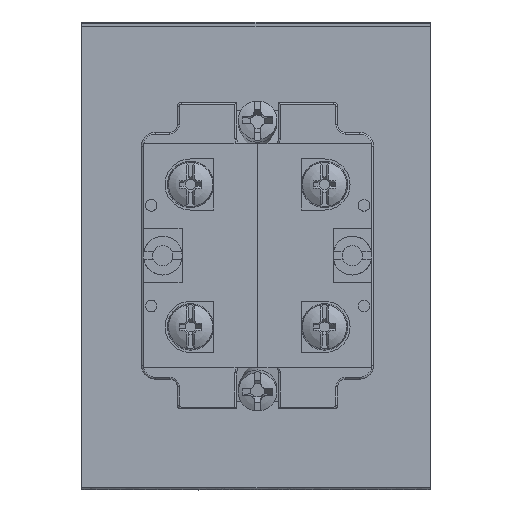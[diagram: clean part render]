
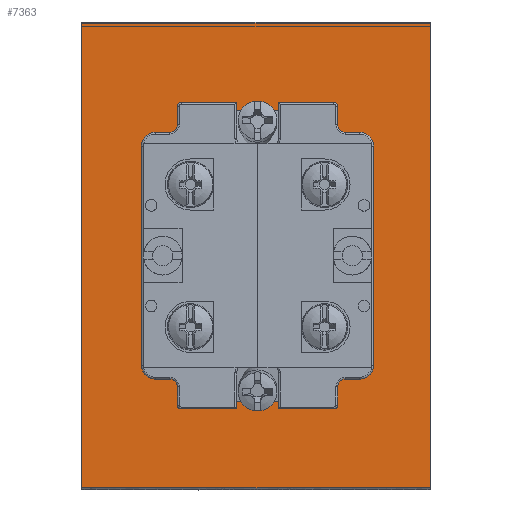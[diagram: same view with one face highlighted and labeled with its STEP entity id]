
A CAD part, left-side view. The second image highlights one B-rep face of the part: STEP entity #7363.
In plain terms, the highlighted planar face has unit normal (-1, 0, 0).
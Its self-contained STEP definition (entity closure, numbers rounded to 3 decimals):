
#351=FACE_BOUND('',#1720,.T.);
#657=CIRCLE('',#8147,11.25);
#1194=FACE_OUTER_BOUND('',#1719,.T.);
#1719=EDGE_LOOP('',(#6646,#6647,#6648,#6649));
#1720=EDGE_LOOP('',(#6650));
#2344=LINE('',#12676,#2972);
#2348=LINE('',#12700,#2976);
#2349=LINE('',#12707,#2977);
#2350=LINE('',#12708,#2978);
#2972=VECTOR('',#10332,45.);
#2976=VECTOR('',#10338,45.);
#2977=VECTOR('',#10341,60.);
#2978=VECTOR('',#10342,60.);
#3652=VERTEX_POINT('',#12647);
#3654=VERTEX_POINT('',#12661);
#3657=VERTEX_POINT('',#12670);
#3660=VERTEX_POINT('',#12693);
#3661=VERTEX_POINT('',#12699);
#4647=EDGE_CURVE('',#3652,#3652,#657,.T.);
#4652=EDGE_CURVE('',#3657,#3654,#2344,.T.);
#4657=EDGE_CURVE('',#3661,#3660,#2348,.T.);
#4659=EDGE_CURVE('',#3660,#3654,#2349,.T.);
#4660=EDGE_CURVE('',#3657,#3661,#2350,.T.);
#6646=ORIENTED_EDGE('',*,*,#4659,.T.);
#6647=ORIENTED_EDGE('',*,*,#4652,.F.);
#6648=ORIENTED_EDGE('',*,*,#4660,.T.);
#6649=ORIENTED_EDGE('',*,*,#4657,.T.);
#6650=ORIENTED_EDGE('',*,*,#4647,.T.);
#6901=PLANE('',#8150);
#7363=ADVANCED_FACE('',(#1194,#351),#6901,.T.);
#8147=AXIS2_PLACEMENT_3D('',#12648,#10327,#10328);
#8150=AXIS2_PLACEMENT_3D('',#12706,#10339,#10340);
#10327=DIRECTION('center_axis',(1.,0.,0.));
#10328=DIRECTION('ref_axis',(0.,0.,1.));
#10332=DIRECTION('',(0.,0.,1.));
#10338=DIRECTION('',(0.,0.,1.));
#10339=DIRECTION('center_axis',(-1.,0.,0.));
#10340=DIRECTION('ref_axis',(0.,0.,1.));
#10341=DIRECTION('',(0.,1.,0.));
#10342=DIRECTION('',(0.,-1.,0.));
#12647=CARTESIAN_POINT('',(-15.704,-32.725,11.25));
#12648=CARTESIAN_POINT('Origin',(-15.704,-32.725,22.5));
#12661=CARTESIAN_POINT('',(-15.704,-2.725,45.));
#12670=CARTESIAN_POINT('',(-15.704,-2.725,0.));
#12676=CARTESIAN_POINT('',(-15.704,-2.725,0.));
#12693=CARTESIAN_POINT('',(-15.704,-62.725,45.));
#12699=CARTESIAN_POINT('',(-15.704,-62.725,0.));
#12700=CARTESIAN_POINT('',(-15.704,-62.725,0.));
#12706=CARTESIAN_POINT('Origin',(-15.704,-62.725,0.));
#12707=CARTESIAN_POINT('',(-15.704,-62.725,45.));
#12708=CARTESIAN_POINT('',(-15.704,-2.725,0.));
